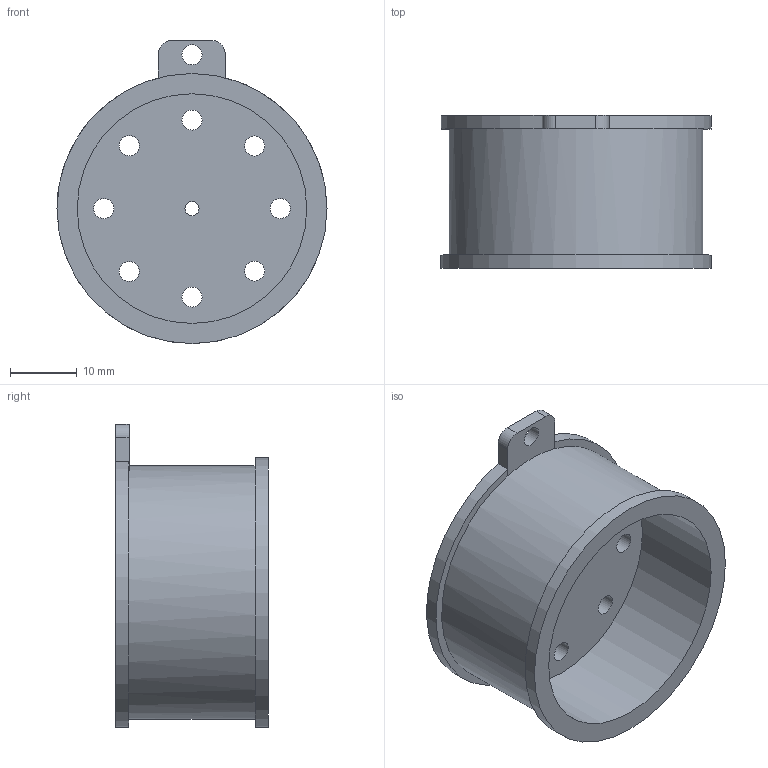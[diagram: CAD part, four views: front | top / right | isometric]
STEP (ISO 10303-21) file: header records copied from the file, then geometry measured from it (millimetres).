
FILE_DESCRIPTION(('FreeCAD Model'),'2;1');
FILE_NAME('llavero-llanta-camion.step','2015-08-18T16:36:29',('Author'),(''), 'Open CASCADE STEP processor 6.8','FreeCAD','Unknown');
FILE_SCHEMA(('AUTOMOTIVE_DESIGN_CC2 { 1 2 10303 214 -1 1 5 4 }'));
Length unit declared in the file: millimetre
Products named in the file (1): Fusion
Bounding box: 40.39 x 22.83 x 45.35 mm (x, y, z)
Volume: 7997.5 mm3; surface area: 7947 mm2
Topology: 1 solids, 1 shells, 37 faces, 86 edges, 55 vertices
Faces by surface type: cylinder 17, plane 13, cone 7
Full cylindrical faces by diameter (mm): 2.111 x1, 3 x9, 34.348 x1, 37.96 x1, 40.393 x1
Entity records: 2297 total; most frequent: CARTESIAN_POINT 483, DIRECTION 348, ORIENTED_EDGE 172, PCURVE 172, DEFINITIONAL_REPRESENTATION 172, LINE 158, VECTOR 158, EDGE_CURVE 86
